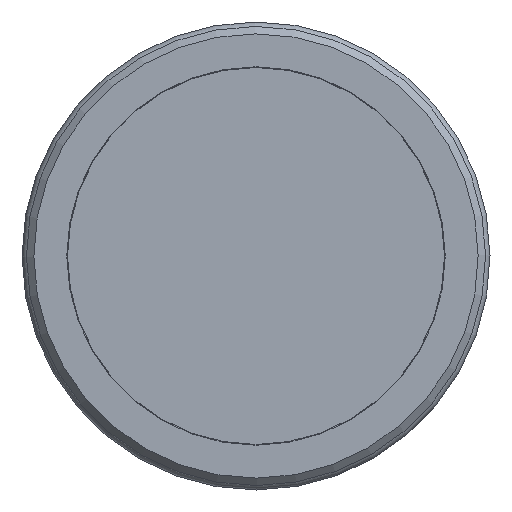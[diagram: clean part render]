
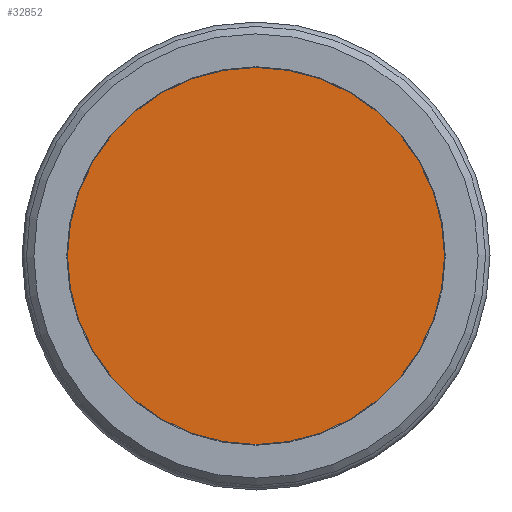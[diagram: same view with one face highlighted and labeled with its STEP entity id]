
A CAD part, left-side view. The second image highlights one B-rep face of the part: STEP entity #32852.
In plain terms, the highlighted planar face has unit normal (-1, 0, 0).
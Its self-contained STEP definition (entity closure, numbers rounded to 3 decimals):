
#1785=PLANE('',#35292);
#3251=FACE_OUTER_BOUND('',#5154,.T.);
#5154=EDGE_LOOP('',(#29486));
#6125=CIRCLE('',#35250,25.45);
#16136=VERTEX_POINT('',#82209);
#20651=EDGE_CURVE('',#16136,#16136,#6125,.T.);
#29486=ORIENTED_EDGE('',*,*,#20651,.T.);
#32852=ADVANCED_FACE('',(#3251),#1785,.T.);
#35250=AXIS2_PLACEMENT_3D('',#82210,#42164,#42165);
#35292=AXIS2_PLACEMENT_3D('',#84980,#42256,#42257);
#42164=DIRECTION('center_axis',(-1.,0.,0.));
#42165=DIRECTION('ref_axis',(0.,-0.003,1.));
#42256=DIRECTION('center_axis',(-1.,0.,0.));
#42257=DIRECTION('ref_axis',(0.,0.,1.));
#82209=CARTESIAN_POINT('',(-33.5,0.067,-25.45));
#82210=CARTESIAN_POINT('Origin',(-33.5,0.,
0.));
#84980=CARTESIAN_POINT('Origin',(-33.5,30.,0.));
